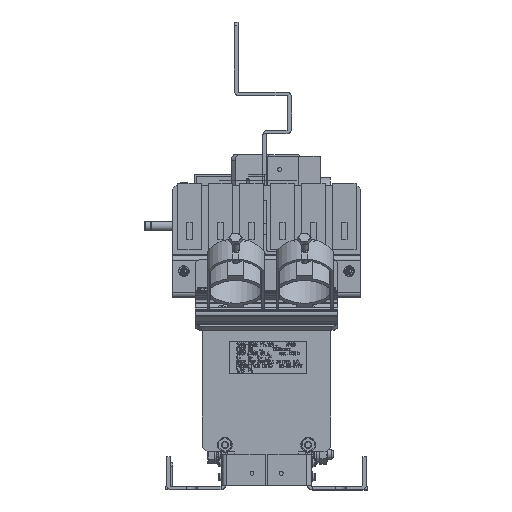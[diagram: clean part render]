
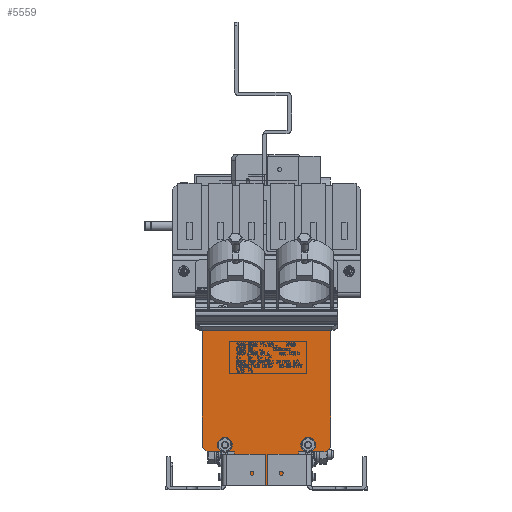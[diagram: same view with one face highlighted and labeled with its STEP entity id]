
A CAD part, left-side view. The second image highlights one B-rep face of the part: STEP entity #5559.
In plain terms, the highlighted face is planar.
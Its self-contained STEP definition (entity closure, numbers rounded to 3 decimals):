
#5559 = ADVANCED_FACE( '', ( #8826, #8827, #8828, #8829, #8830 ), #8831, .T. );
#8826 = FACE_BOUND( '', #14624, .T. );
#8827 = FACE_BOUND( '', #14625, .T. );
#8828 = FACE_BOUND( '', #14626, .T. );
#8829 = FACE_BOUND( '', #14627, .T. );
#8830 = FACE_OUTER_BOUND( '', #14628, .T. );
#8831 = PLANE( '', #14629 );
#14624 = EDGE_LOOP( '', ( #24481 ) );
#14625 = EDGE_LOOP( '', ( #24482 ) );
#14626 = EDGE_LOOP( '', ( #24483 ) );
#14627 = EDGE_LOOP( '', ( #24484 ) );
#14628 = EDGE_LOOP( '', ( #24485, #24486, #24487, #24488, #24489, #24490, #24491, #24492, #24493, #24494, #24495, #24496, #24497, #24498 ) );
#14629 = AXIS2_PLACEMENT_3D( '', #24499, #24500, #24501 );
#24481 = ORIENTED_EDGE( '', *, *, #52688, .F. );
#24482 = ORIENTED_EDGE( '', *, *, #52689, .F. );
#24483 = ORIENTED_EDGE( '', *, *, #52690, .F. );
#24484 = ORIENTED_EDGE( '', *, *, #52691, .F. );
#24485 = ORIENTED_EDGE( '', *, *, #52692, .T. );
#24486 = ORIENTED_EDGE( '', *, *, #52693, .F. );
#24487 = ORIENTED_EDGE( '', *, *, #52694, .F. );
#24488 = ORIENTED_EDGE( '', *, *, #52695, .F. );
#24489 = ORIENTED_EDGE( '', *, *, #52696, .T. );
#24490 = ORIENTED_EDGE( '', *, *, #52697, .T. );
#24491 = ORIENTED_EDGE( '', *, *, #52698, .T. );
#24492 = ORIENTED_EDGE( '', *, *, #52699, .T. );
#24493 = ORIENTED_EDGE( '', *, *, #52700, .T. );
#24494 = ORIENTED_EDGE( '', *, *, #52701, .T. );
#24495 = ORIENTED_EDGE( '', *, *, #52702, .T. );
#24496 = ORIENTED_EDGE( '', *, *, #52703, .T. );
#24497 = ORIENTED_EDGE( '', *, *, #52704, .F. );
#24498 = ORIENTED_EDGE( '', *, *, #52705, .T. );
#24499 = CARTESIAN_POINT( '', ( -79., 0., -80.5 ) );
#24500 = DIRECTION( '', ( 0., -1., 0. ) );
#24501 = DIRECTION( '', ( 0., 0., -1. ) );
#52688 = EDGE_CURVE( '', #58944, #58944, #58945, .T. );
#52689 = EDGE_CURVE( '', #58946, #58946, #58947, .T. );
#52690 = EDGE_CURVE( '', #58948, #58948, #58949, .T. );
#52691 = EDGE_CURVE( '', #58950, #58950, #58951, .T. );
#52692 = EDGE_CURVE( '', #58952, #58953, #58954, .F. );
#52693 = EDGE_CURVE( '', #58955, #58953, #58956, .T. );
#52694 = EDGE_CURVE( '', #58957, #58955, #58958, .T. );
#52695 = EDGE_CURVE( '', #58959, #58957, #58960, .T. );
#52696 = EDGE_CURVE( '', #58959, #58961, #58962, .T. );
#52697 = EDGE_CURVE( '', #58961, #58963, #58964, .T. );
#52698 = EDGE_CURVE( '', #58963, #58965, #58966, .T. );
#52699 = EDGE_CURVE( '', #58965, #58967, #58968, .T. );
#52700 = EDGE_CURVE( '', #58967, #58969, #58970, .T. );
#52701 = EDGE_CURVE( '', #58969, #58971, #58972, .T. );
#52702 = EDGE_CURVE( '', #58971, #58973, #58974, .T. );
#52703 = EDGE_CURVE( '', #58973, #58975, #58976, .T. );
#52704 = EDGE_CURVE( '', #58977, #58975, #58978, .T. );
#52705 = EDGE_CURVE( '', #58977, #58952, #58979, .T. );
#58944 = VERTEX_POINT( '', #69928 );
#58945 = CIRCLE( '', #69929, 3. );
#58946 = VERTEX_POINT( '', #69930 );
#58947 = CIRCLE( '', #69931, 3. );
#58948 = VERTEX_POINT( '', #69932 );
#58949 = CIRCLE( '', #69933, 3. );
#58950 = VERTEX_POINT( '', #69934 );
#58951 = CIRCLE( '', #69935, 3. );
#58952 = VERTEX_POINT( '', #69936 );
#58953 = VERTEX_POINT( '', #69937 );
#58954 = LINE( '', #69938, #69939 );
#58955 = VERTEX_POINT( '', #69940 );
#58956 = LINE( '', #69941, #69942 );
#58957 = VERTEX_POINT( '', #69943 );
#58958 = LINE( '', #69944, #69945 );
#58959 = VERTEX_POINT( '', #69946 );
#58960 = LINE( '', #69947, #69948 );
#58961 = VERTEX_POINT( '', #69949 );
#58962 = LINE( '', #69950, #69951 );
#58963 = VERTEX_POINT( '', #69952 );
#58964 = LINE( '', #69953, #69954 );
#58965 = VERTEX_POINT( '', #69955 );
#58966 = LINE( '', #69956, #69957 );
#58967 = VERTEX_POINT( '', #69958 );
#58968 = LINE( '', #69959, #69960 );
#58969 = VERTEX_POINT( '', #69961 );
#58970 = LINE( '', #69962, #69963 );
#58971 = VERTEX_POINT( '', #69964 );
#58972 = LINE( '', #69965, #69966 );
#58973 = VERTEX_POINT( '', #69967 );
#58974 = LINE( '', #69968, #69969 );
#58975 = VERTEX_POINT( '', #69970 );
#58976 = LINE( '', #69971, #69972 );
#58977 = VERTEX_POINT( '', #69973 );
#58978 = LINE( '', #69974, #69975 );
#58979 = LINE( '', #69976, #69977 );
#69928 = CARTESIAN_POINT( '', ( 38., 0., -46.5 ) );
#69929 = AXIS2_PLACEMENT_3D( '', #109022, #109023, #109024 );
#69930 = CARTESIAN_POINT( '', ( -32., 0., 68.5 ) );
#69931 = AXIS2_PLACEMENT_3D( '', #109025, #109026, #109027 );
#69932 = CARTESIAN_POINT( '', ( 38., 0., 68.5 ) );
#69933 = AXIS2_PLACEMENT_3D( '', #109028, #109029, #109030 );
#69934 = CARTESIAN_POINT( '', ( -32., 0., -46.5 ) );
#69935 = AXIS2_PLACEMENT_3D( '', #109031, #109032, #109033 );
#69936 = CARTESIAN_POINT( '', ( -54., 0., -48.502 ) );
#69937 = CARTESIAN_POINT( '', ( -50., 0., -52.502 ) );
#69938 = CARTESIAN_POINT( '', ( -50.501, 0., -52.001 ) );
#69939 = VECTOR( '', #109034, 1000. );
#69940 = CARTESIAN_POINT( '', ( -27., 0., -52.502 ) );
#69941 = CARTESIAN_POINT( '', ( -34., 0., -52.502 ) );
#69942 = VECTOR( '', #109035, 1000. );
#69943 = CARTESIAN_POINT( '', ( -27., 0., -54.502 ) );
#69944 = CARTESIAN_POINT( '', ( -27., 0., -52.502 ) );
#69945 = VECTOR( '', #109036, 1000. );
#69946 = CARTESIAN_POINT( '', ( -29., 0., -54.502 ) );
#69947 = CARTESIAN_POINT( '', ( -34., 0., -54.502 ) );
#69948 = VECTOR( '', #109037, 1000. );
#69949 = CARTESIAN_POINT( '', ( -29., 0., -80.5 ) );
#69950 = CARTESIAN_POINT( '', ( -29., 0., -54.502 ) );
#69951 = VECTOR( '', #109038, 1000. );
#69952 = CARTESIAN_POINT( '', ( 29., 0., -80.5 ) );
#69953 = CARTESIAN_POINT( '', ( -79., 0., -80.5 ) );
#69954 = VECTOR( '', #109039, 1000. );
#69955 = CARTESIAN_POINT( '', ( 29., 0., -54.502 ) );
#69956 = CARTESIAN_POINT( '', ( 29., 0., -80.5 ) );
#69957 = VECTOR( '', #109040, 1000. );
#69958 = CARTESIAN_POINT( '', ( 27., 0., -54.502 ) );
#69959 = CARTESIAN_POINT( '', ( 34., 0., -54.502 ) );
#69960 = VECTOR( '', #109041, 1000. );
#69961 = CARTESIAN_POINT( '', ( 27., 0., -52.502 ) );
#69962 = CARTESIAN_POINT( '', ( 27., 0., -52.502 ) );
#69963 = VECTOR( '', #109042, 1000. );
#69964 = CARTESIAN_POINT( '', ( 50., 0., -52.502 ) );
#69965 = CARTESIAN_POINT( '', ( 34., 0., -52.502 ) );
#69966 = VECTOR( '', #109043, 1000. );
#69967 = CARTESIAN_POINT( '', ( 54., 0., -48.502 ) );
#69968 = CARTESIAN_POINT( '', ( -28.499, 0., -131.001 ) );
#69969 = VECTOR( '', #109044, 1000. );
#69970 = CARTESIAN_POINT( '', ( 54., 0., 76.7 ) );
#69971 = CARTESIAN_POINT( '', ( 54., 0., -80.5 ) );
#69972 = VECTOR( '', #109045, 1000. );
#69973 = CARTESIAN_POINT( '', ( -54., 0., 76.7 ) );
#69974 = CARTESIAN_POINT( '', ( -79., 0., 76.7 ) );
#69975 = VECTOR( '', #109046, 1000. );
#69976 = CARTESIAN_POINT( '', ( -54., 0., -80.5 ) );
#69977 = VECTOR( '', #109047, 1000. );
#109022 = CARTESIAN_POINT( '', ( 35., 0., -46.5 ) );
#109023 = DIRECTION( '', ( 0., -1., 0. ) );
#109024 = DIRECTION( '', ( 1., 0., 0. ) );
#109025 = CARTESIAN_POINT( '', ( -35., 0., 68.5 ) );
#109026 = DIRECTION( '', ( 0., -1., 0. ) );
#109027 = DIRECTION( '', ( 1., 0., 0. ) );
#109028 = CARTESIAN_POINT( '', ( 35., 0., 68.5 ) );
#109029 = DIRECTION( '', ( 0., -1., 0. ) );
#109030 = DIRECTION( '', ( 1., 0., 0. ) );
#109031 = CARTESIAN_POINT( '', ( -35., 0., -46.5 ) );
#109032 = DIRECTION( '', ( 0., -1., 0. ) );
#109033 = DIRECTION( '', ( 1., 0., 0. ) );
#109034 = DIRECTION( '', ( -0.707, 0., 0.707 ) );
#109035 = DIRECTION( '', ( -1., 0., 0. ) );
#109036 = DIRECTION( '', ( 0., 0., 1. ) );
#109037 = DIRECTION( '', ( 1., 0., 0. ) );
#109038 = DIRECTION( '', ( 0., 0., -1. ) );
#109039 = DIRECTION( '', ( 1., 0., 0. ) );
#109040 = DIRECTION( '', ( 0., 0., 1. ) );
#109041 = DIRECTION( '', ( -1., 0., 0. ) );
#109042 = DIRECTION( '', ( 0., 0., 1. ) );
#109043 = DIRECTION( '', ( 1., 0., 0. ) );
#109044 = DIRECTION( '', ( 0.707, 0., 0.707 ) );
#109045 = DIRECTION( '', ( 0., 0., 1. ) );
#109046 = DIRECTION( '', ( 1., 0., 0. ) );
#109047 = DIRECTION( '', ( 0., 0., -1. ) );
